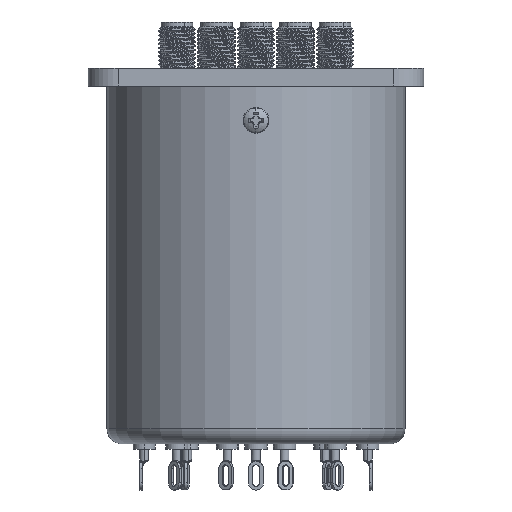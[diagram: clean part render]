
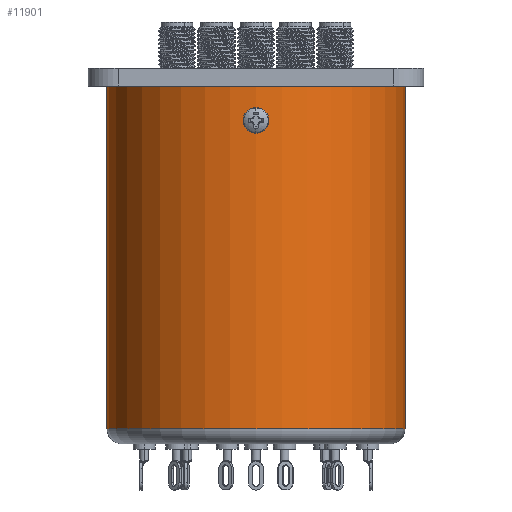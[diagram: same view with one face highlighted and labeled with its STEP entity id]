
A CAD part, front view. The second image highlights one B-rep face of the part: STEP entity #11901.
In plain terms, the highlighted cylindrical face has radius 25.4 mm (diameter 50.8 mm), a partial arc.
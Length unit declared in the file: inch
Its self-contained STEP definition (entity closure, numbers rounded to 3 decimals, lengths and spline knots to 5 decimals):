
#6875 = FACE_OUTER_BOUND ( 'NONE', #20611, .T. ) ;
#8456 = AXIS2_PLACEMENT_3D ( 'NONE', #53329, #9219, #72707 ) ;
#9219 = DIRECTION ( 'NONE',  ( 0., 0., 1. ) ) ;
#10684 = CARTESIAN_POINT ( 'NONE',  ( -1., 0., -2.52 ) ) ;
#11460 = AXIS2_PLACEMENT_3D ( 'NONE', #58688, #19849, #77186 ) ;
#11901 = ADVANCED_FACE ( 'NONE', ( #6875 ), #72309, .T. ) ;
#12564 = CARTESIAN_POINT ( 'NONE',  ( 0., 0., -0.12 ) ) ;
#14677 = LINE ( 'NONE', #10684, #27526 ) ;
#15281 = CARTESIAN_POINT ( 'NONE',  ( -1., 0., -2.42 ) ) ;
#17092 = DIRECTION ( 'NONE',  ( 0., 0., 1. ) ) ;
#19813 = DIRECTION ( 'NONE',  ( 0., 0., 1. ) ) ;
#19849 = DIRECTION ( 'NONE',  ( 0., 0., 1. ) ) ;
#20611 = EDGE_LOOP ( 'NONE', ( #75415, #77400, #79813, #31914 ) ) ;
#22657 = EDGE_CURVE ( 'NONE', #43606, #46497, #14677, .T. ) ;
#23028 = EDGE_CURVE ( 'NONE', #46497, #69284, #68395, .T. ) ;
#24606 = LINE ( 'NONE', #51721, #54317 ) ;
#25289 = CIRCLE ( 'NONE', #8456, 1. ) ;
#27233 = EDGE_CURVE ( 'NONE', #43125, #69284, #24606, .T. ) ;
#27526 = VECTOR ( 'NONE', #17092, 39.37008 ) ;
#31914 = ORIENTED_EDGE ( 'NONE', *, *, #23028, .F. ) ;
#40628 = CARTESIAN_POINT ( 'NONE',  ( 1., 0., -2.42 ) ) ;
#43125 = VERTEX_POINT ( 'NONE', #40628 ) ;
#43606 = VERTEX_POINT ( 'NONE', #15281 ) ;
#46497 = VERTEX_POINT ( 'NONE', #80787 ) ;
#51721 = CARTESIAN_POINT ( 'NONE',  ( 1., 0., -2.52 ) ) ;
#53329 = CARTESIAN_POINT ( 'NONE',  ( 0., 0., -2.42 ) ) ;
#54317 = VECTOR ( 'NONE', #19813, 39.37008 ) ;
#56978 = DIRECTION ( 'NONE',  ( 0., 0., 1. ) ) ;
#58688 = CARTESIAN_POINT ( 'NONE',  ( 0., 0., -2.52 ) ) ;
#59207 = AXIS2_PLACEMENT_3D ( 'NONE', #12564, #56978, #76021 ) ;
#68395 = CIRCLE ( 'NONE', #59207, 1. ) ;
#69284 = VERTEX_POINT ( 'NONE', #69823 ) ;
#69823 = CARTESIAN_POINT ( 'NONE',  ( 1., 0., -0.12 ) ) ;
#70374 = EDGE_CURVE ( 'NONE', #43606, #43125, #25289, .T. ) ;
#72309 = CYLINDRICAL_SURFACE ( 'NONE', #11460, 1. ) ;
#72707 = DIRECTION ( 'NONE',  ( 1., 0., 0. ) ) ;
#75415 = ORIENTED_EDGE ( 'NONE', *, *, #22657, .F. ) ;
#76021 = DIRECTION ( 'NONE',  ( -1., 0., 0. ) ) ;
#77186 = DIRECTION ( 'NONE',  ( 1., 0., 0. ) ) ;
#77400 = ORIENTED_EDGE ( 'NONE', *, *, #70374, .T. ) ;
#79813 = ORIENTED_EDGE ( 'NONE', *, *, #27233, .T. ) ;
#80787 = CARTESIAN_POINT ( 'NONE',  ( -1., 0., -0.12 ) ) ;
